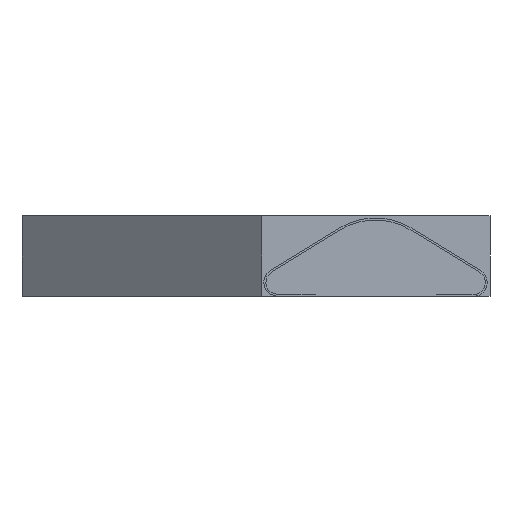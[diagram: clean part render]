
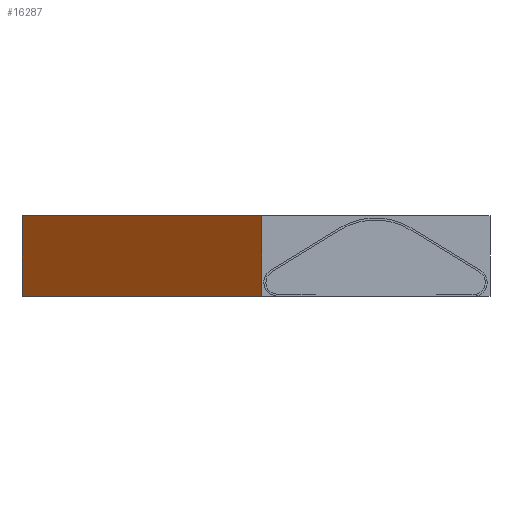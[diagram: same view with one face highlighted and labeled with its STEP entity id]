
A CAD part, left-side view. The second image highlights one B-rep face of the part: STEP entity #16287.
In plain terms, the highlighted face is planar.
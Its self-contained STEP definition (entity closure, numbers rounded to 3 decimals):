
#1581=ORIENTED_EDGE('',*,*,#6772,.T.);
#1582=ORIENTED_EDGE('',*,*,#6773,.F.);
#1583=ORIENTED_EDGE('',*,*,#6774,.F.);
#1584=ORIENTED_EDGE('',*,*,#6770,.T.);
#6770=EDGE_CURVE('',#9366,#9365,#10926,.T.);
#6772=EDGE_CURVE('',#9365,#9367,#10928,.T.);
#6773=EDGE_CURVE('',#9368,#9367,#10929,.T.);
#6774=EDGE_CURVE('',#9366,#9368,#10930,.T.);
#9365=VERTEX_POINT('',#23873);
#9366=VERTEX_POINT('',#23875);
#9367=VERTEX_POINT('',#23879);
#9368=VERTEX_POINT('',#23881);
#10926=LINE('',#23874,#12494);
#10928=LINE('',#23878,#12496);
#10929=LINE('',#23880,#12497);
#10930=LINE('',#23882,#12498);
#12494=VECTOR('',#18926,1000.);
#12496=VECTOR('',#18930,1000.);
#12497=VECTOR('',#18931,1000.);
#12498=VECTOR('',#18932,1000.);
#14059=EDGE_LOOP('',(#1581,#1582,#1583,#1584));
#14973=FACE_BOUND('',#14059,.T.);
#15887=PLANE('',#17229);
#16287=ADVANCED_FACE('',(#14973),#15887,.F.);
#17229=AXIS2_PLACEMENT_3D('',#23877,#18928,#18929);
#18926=DIRECTION('',(0.,1.,0.));
#18928=DIRECTION('',(-1.,0.,0.));
#18929=DIRECTION('',(0.,0.,1.));
#18930=DIRECTION('',(0.,0.,1.));
#18931=DIRECTION('',(0.,1.,0.));
#18932=DIRECTION('',(0.,0.,1.));
#23873=CARTESIAN_POINT('',(4.8,203.6,-1.7));
#23874=CARTESIAN_POINT('',(4.8,-203.6,-1.7));
#23875=CARTESIAN_POINT('',(4.8,-203.6,-1.7));
#23877=CARTESIAN_POINT('',(4.8,-203.6,-1.7));
#23878=CARTESIAN_POINT('',(4.8,203.6,-1.7));
#23879=CARTESIAN_POINT('',(4.8,203.6,1.7));
#23880=CARTESIAN_POINT('',(4.8,-203.6,1.7));
#23881=CARTESIAN_POINT('',(4.8,-203.6,1.7));
#23882=CARTESIAN_POINT('',(4.8,-203.6,-1.7));
